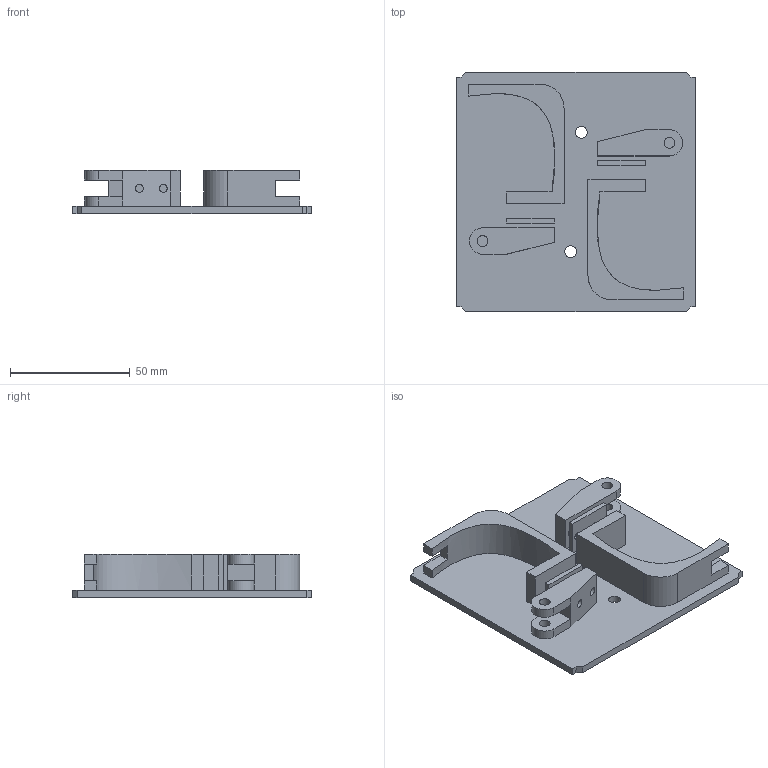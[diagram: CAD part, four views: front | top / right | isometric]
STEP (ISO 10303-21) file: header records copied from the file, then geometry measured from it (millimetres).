
FILE_DESCRIPTION(/* description */ (''),/* implementation_level */ '2;1');
FILE_NAME(/* name */ 'baseplate.step',/* time_stamp */ '2026-02-03T02:12:05+05:30',/* author */ (''),/* organization */ (''),/* preprocessor_version */ 'ST-DEVELOPER v20.1',/* originating_system */ 'Autodesk Translation Framework v14.24.0.0',/* authorisation */ '');
FILE_SCHEMA (('AUTOMOTIVE_DESIGN { 1 0 10303 214 3 1 1 }'));
Length unit declared in the file: millimetre
Products named in the file (1): baseplate
Bounding box: 100 x 100 x 18 mm (x, y, z)
Volume: 53144.6 mm3; surface area: 31773.7 mm2
Topology: 1 solids, 1 shells, 88 faces, 230 edges, 152 vertices
Faces by surface type: plane 66, cylinder 20, bspline 2
Full cylindrical faces by diameter (mm): 3.3 x8, 4.5 x4, 5 x2
Entity records: 2911 total; most frequent: CARTESIAN_POINT 651, ORIENTED_EDGE 460, DIRECTION 434, EDGE_CURVE 230, LINE 180, VECTOR 180, VERTEX_POINT 152, AXIS2_PLACEMENT_3D 127
